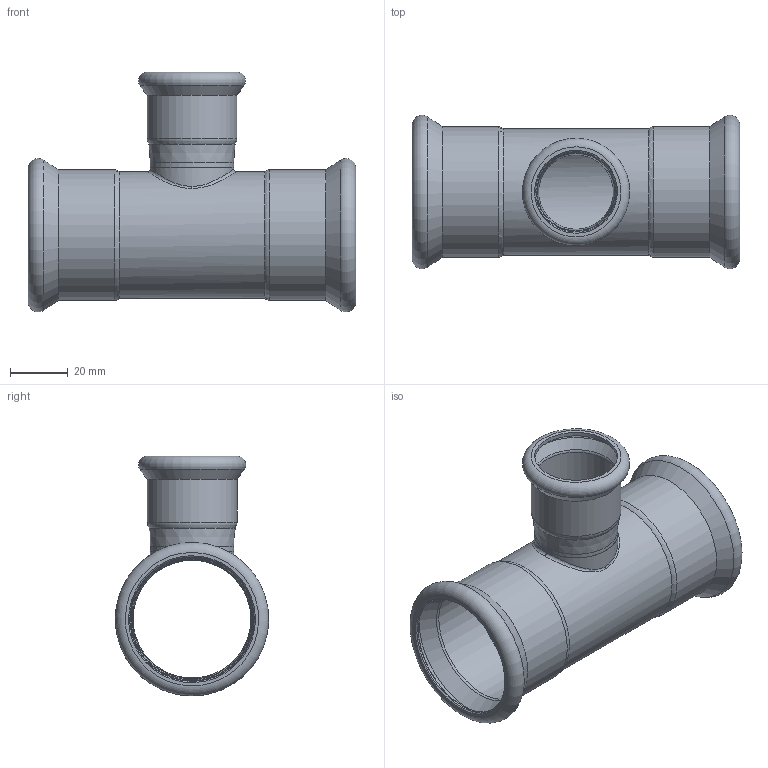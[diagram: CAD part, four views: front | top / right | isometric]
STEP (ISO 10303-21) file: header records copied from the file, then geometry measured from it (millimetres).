
FILE_DESCRIPTION(/* description */ (''),/* implementation_level */ '2;1');
FILE_NAME(/* name */ '41219.stp',/* time_stamp */ '2023-09-08T10:51:55+02:00',/* author */ ('JANAN'),/* organization */ (''),/* preprocessor_version */ 'ST-DEVELOPER v19.2',/* originating_system */ 'Autodesk Inventor 2023',/* authorisation */ '');
FILE_SCHEMA (('AUTOMOTIVE_DESIGN { 1 0 10303 214 3 1 1 }'));
Length unit declared in the file: millimetre
Products named in the file (1): tmp9BA8.tmp
Bounding box: 114 x 53.37 x 83.38 mm (x, y, z)
Volume: 30216.8 mm3; surface area: 40870.6 mm2
Topology: 2 solids, 2 shells, 61 faces, 133 edges, 78 vertices
Faces by surface type: torus 18, cylinder 15, cone 12, plane 8, bspline 8
Full cylindrical faces by diameter (mm): 26 x2, 28.2 x1, 28.8 x1, 29 x2, 31.3 x1, 41 x1, 42.3 x2, 43.3 x2, 44 x1, 45.4 x2
Entity records: 3757 total; most frequent: CARTESIAN_POINT 2304, DIRECTION 305, ORIENTED_EDGE 266, AXIS2_PLACEMENT_3D 138, EDGE_CURVE 133, CIRCLE 84, VERTEX_POINT 78, EDGE_LOOP 69
